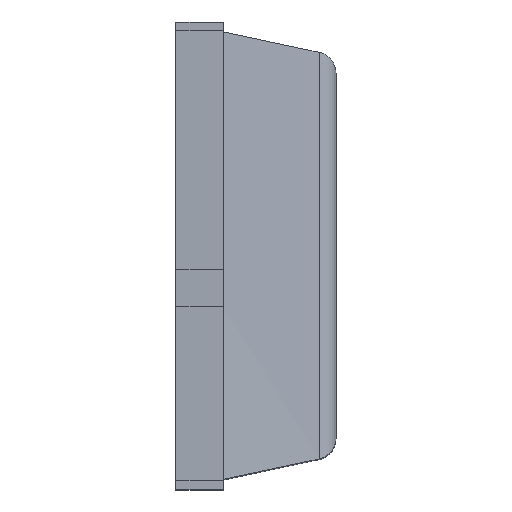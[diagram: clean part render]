
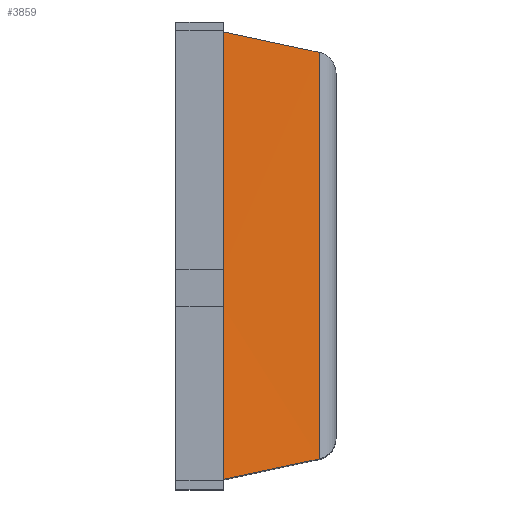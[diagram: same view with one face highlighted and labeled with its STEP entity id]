
A CAD part, top view. The second image highlights one B-rep face of the part: STEP entity #3859.
In plain terms, the highlighted planar face has unit normal (0.208, 0, 0.978).
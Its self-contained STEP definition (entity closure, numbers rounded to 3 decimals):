
#81 = EDGE_CURVE ( 'NONE', #2741, #1063, #2289, .T. ) ;
#115 = VERTEX_POINT ( 'NONE', #4165 ) ;
#119 = VECTOR ( 'NONE', #4841, 1000. ) ;
#133 = FACE_OUTER_BOUND ( 'NONE', #4276, .T. ) ;
#152 = LINE ( 'NONE', #5630, #4405 ) ;
#171 = EDGE_CURVE ( 'NONE', #417, #115, #152, .T. ) ;
#237 = EDGE_CURVE ( 'NONE', #2741, #417, #4000, .T. ) ;
#245 = VERTEX_POINT ( 'NONE', #3542 ) ;
#259 = CARTESIAN_POINT ( 'NONE',  ( 0.33, 0., 1.565 ) ) ;
#296 = ORIENTED_EDGE ( 'NONE', *, *, #171, .F. ) ;
#417 = VERTEX_POINT ( 'NONE', #575 ) ;
#482 = DIRECTION ( 'NONE',  ( -0.958, 0.204, 0.204 ) ) ;
#561 = CARTESIAN_POINT ( 'NONE',  ( 0.333, 0., 1.564 ) ) ;
#575 = CARTESIAN_POINT ( 'NONE',  ( 0.33, -1.565, 1.565 ) ) ;
#648 = ORIENTED_EDGE ( 'NONE', *, *, #237, .F. ) ;
#671 = CARTESIAN_POINT ( 'NONE',  ( 0.33, -0.095, 1.547 ) ) ;
#675 = DIRECTION ( 'NONE',  ( 0., 1., 0. ) ) ;
#997 = CARTESIAN_POINT ( 'NONE',  ( 1.001, 0., 1.422 ) ) ;
#1006 = VECTOR ( 'NONE', #482, 1000. ) ;
#1063 = VERTEX_POINT ( 'NONE', #2297 ) ;
#1159 = ORIENTED_EDGE ( 'NONE', *, *, #1686, .T. ) ;
#1347 = DIRECTION ( 'NONE',  ( -0.958, -0.204, 0.204 ) ) ;
#1390 = DIRECTION ( 'NONE',  ( 0., 1., 0. ) ) ;
#1415 = VECTOR ( 'NONE', #5631, 1000. ) ;
#1531 = CARTESIAN_POINT ( 'NONE',  ( 0.33, 0., 1.565 ) ) ;
#1686 = EDGE_CURVE ( 'NONE', #2638, #115, #2129, .T. ) ;
#1701 = CARTESIAN_POINT ( 'NONE',  ( 1.001, -1.422, 1.422 ) ) ;
#1787 = AXIS2_PLACEMENT_3D ( 'NONE', #561, #2873, #4729 ) ;
#1959 = PLANE ( 'NONE',  #1787 ) ;
#2129 = LINE ( 'NONE', #259, #119 ) ;
#2289 = LINE ( 'NONE', #997, #5367 ) ;
#2297 = CARTESIAN_POINT ( 'NONE',  ( 1.001, 1.422, 1.422 ) ) ;
#2638 = VERTEX_POINT ( 'NONE', #671 ) ;
#2741 = VERTEX_POINT ( 'NONE', #3639 ) ;
#2873 = DIRECTION ( 'NONE',  ( 0.208, 0., 0.978 ) ) ;
#3195 = LINE ( 'NONE', #5402, #1006 ) ;
#3254 = LINE ( 'NONE', #1531, #1415 ) ;
#3297 = ORIENTED_EDGE ( 'NONE', *, *, #4074, .F. ) ;
#3337 = EDGE_CURVE ( 'NONE', #1063, #245, #3195, .T. ) ;
#3527 = VECTOR ( 'NONE', #1347, 1000. ) ;
#3542 = CARTESIAN_POINT ( 'NONE',  ( 0.33, 1.565, 1.565 ) ) ;
#3639 = CARTESIAN_POINT ( 'NONE',  ( 1.001, -1.422, 1.422 ) ) ;
#3859 = ADVANCED_FACE ( 'NONE', ( #133 ), #1959, .T. ) ;
#4000 = LINE ( 'NONE', #1701, #3527 ) ;
#4074 = EDGE_CURVE ( 'NONE', #2638, #245, #3254, .T. ) ;
#4165 = CARTESIAN_POINT ( 'NONE',  ( 0.33, -0.355, 1.547 ) ) ;
#4276 = EDGE_LOOP ( 'NONE', ( #3297, #1159, #296, #648, #5717, #4825 ) ) ;
#4405 = VECTOR ( 'NONE', #675, 1000. ) ;
#4729 = DIRECTION ( 'NONE',  ( 0.978, 0., -0.208 ) ) ;
#4825 = ORIENTED_EDGE ( 'NONE', *, *, #3337, .T. ) ;
#4841 = DIRECTION ( 'NONE',  ( 0., -1., 0. ) ) ;
#5367 = VECTOR ( 'NONE', #1390, 1000. ) ;
#5402 = CARTESIAN_POINT ( 'NONE',  ( 1.001, 1.422, 1.422 ) ) ;
#5630 = CARTESIAN_POINT ( 'NONE',  ( 0.33, 0., 1.565 ) ) ;
#5631 = DIRECTION ( 'NONE',  ( 0., 1., 0. ) ) ;
#5717 = ORIENTED_EDGE ( 'NONE', *, *, #81, .T. ) ;
